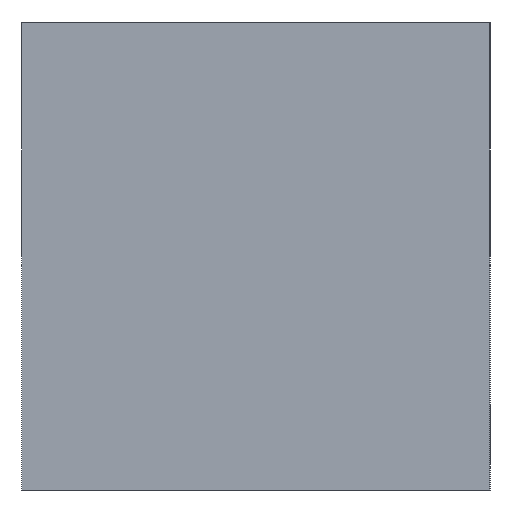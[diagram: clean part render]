
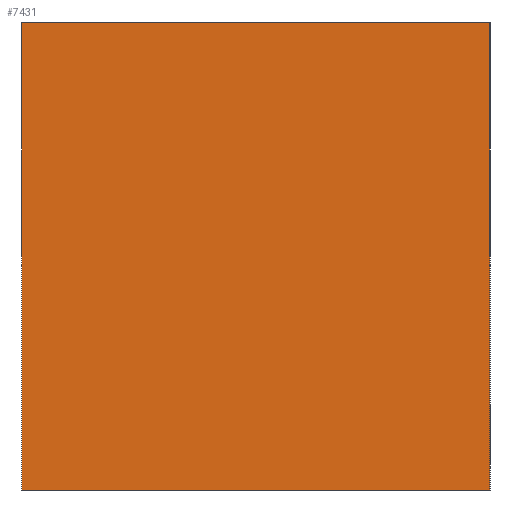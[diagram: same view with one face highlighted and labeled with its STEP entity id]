
A CAD part, left-side view. The second image highlights one B-rep face of the part: STEP entity #7431.
In plain terms, the highlighted planar face has unit normal (-1, 0, 0).
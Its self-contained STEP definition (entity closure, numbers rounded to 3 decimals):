
#904=FACE_OUTER_BOUND('',#1323,.T.);
#1323=EDGE_LOOP('',(#6493,#6494,#6495,#6496));
#1613=LINE('',#11505,#2328);
#2044=LINE('',#12733,#2759);
#2045=LINE('',#12734,#2760);
#2046=LINE('',#12735,#2761);
#2328=VECTOR('',#8249,10.);
#2759=VECTOR('',#9290,10.);
#2760=VECTOR('',#9291,10.);
#2761=VECTOR('',#9292,10.);
#3077=VERTEX_POINT('',#11498);
#3080=VERTEX_POINT('',#11503);
#3443=VERTEX_POINT('',#12731);
#3444=VERTEX_POINT('',#12732);
#3915=EDGE_CURVE('',#3080,#3077,#1613,.T.);
#4466=EDGE_CURVE('',#3443,#3444,#2044,.T.);
#4467=EDGE_CURVE('',#3444,#3077,#2045,.T.);
#4468=EDGE_CURVE('',#3443,#3080,#2046,.T.);
#6493=ORIENTED_EDGE('',*,*,#4466,.T.);
#6494=ORIENTED_EDGE('',*,*,#4467,.T.);
#6495=ORIENTED_EDGE('',*,*,#3915,.F.);
#6496=ORIENTED_EDGE('',*,*,#4468,.F.);
#6745=PLANE('',#7825);
#7431=ADVANCED_FACE('',(#904),#6745,.T.);
#7825=AXIS2_PLACEMENT_3D('',#12730,#9288,#9289);
#8249=DIRECTION('',(0.,-1.,0.));
#9288=DIRECTION('center_axis',(-1.,0.,0.));
#9289=DIRECTION('ref_axis',(0.,-1.,0.));
#9290=DIRECTION('',(0.,-1.,0.));
#9291=DIRECTION('',(0.,0.,1.));
#9292=DIRECTION('',(0.,0.,1.));
#11498=CARTESIAN_POINT('',(0.,0.,76.2));
#11503=CARTESIAN_POINT('',(0.,76.2,76.2));
#11505=CARTESIAN_POINT('',(0.,76.2,76.2));
#12730=CARTESIAN_POINT('Origin',(0.,76.2,0.));
#12731=CARTESIAN_POINT('',(0.,76.2,0.));
#12732=CARTESIAN_POINT('',(0.,0.,0.));
#12733=CARTESIAN_POINT('',(0.,76.2,0.));
#12734=CARTESIAN_POINT('',(0.,0.,0.));
#12735=CARTESIAN_POINT('',(0.,76.2,0.));
